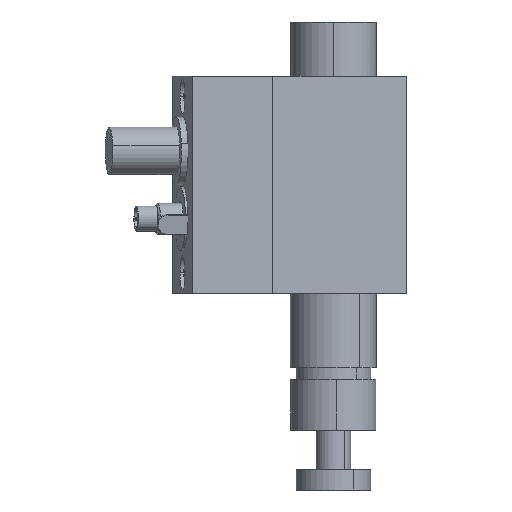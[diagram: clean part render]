
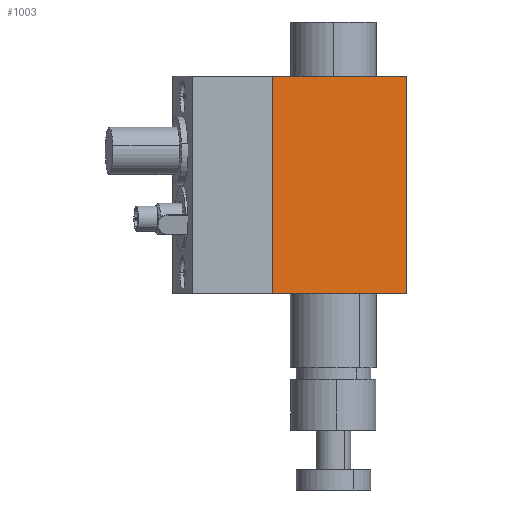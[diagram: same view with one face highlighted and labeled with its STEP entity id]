
A CAD part, left-side view. The second image highlights one B-rep face of the part: STEP entity #1003.
In plain terms, the highlighted planar face has unit normal (-0.987, -0.16, 0).
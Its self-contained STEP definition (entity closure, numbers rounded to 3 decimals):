
#924 = ORIENTED_EDGE ( 'NONE', *, *, #925, .F. ) ;
#925 = EDGE_CURVE ( 'NONE', #926, #927, #4592, .T. ) ;
#926 = VERTEX_POINT ( 'NONE', #4588 ) ;
#927 = VERTEX_POINT ( 'NONE', #4587 ) ;
#928 = ORIENTED_EDGE ( 'NONE', *, *, #929, .F. ) ;
#929 = EDGE_CURVE ( 'NONE', #942, #926, #4586, .T. ) ;
#930 = ORIENTED_EDGE ( 'NONE', *, *, #941, .T. ) ;
#941 = EDGE_CURVE ( 'NONE', #942, #943, #4621, .T. ) ;
#942 = VERTEX_POINT ( 'NONE', #4617 ) ;
#943 = VERTEX_POINT ( 'NONE', #4616 ) ;
#987 = ORIENTED_EDGE ( 'NONE', *, *, #988, .T. ) ;
#988 = EDGE_CURVE ( 'NONE', #943, #927, #4761, .T. ) ;
#1003 = ADVANCED_FACE ( 'NONE', ( #4821 ), #4806, .T. ) ;
#1004 = EDGE_LOOP ( 'NONE', ( #924, #928, #930, #987 ) ) ;
#4583 = DIRECTION ( 'NONE',  ( 0., 0., 1. ) ) ;
#4584 = VECTOR ( 'NONE', #4583, 1000. ) ;
#4585 = CARTESIAN_POINT ( 'NONE',  ( -10.234, 1.721, -40. ) ) ;
#4586 = LINE ( 'NONE', #4585, #4584 ) ;
#4587 = CARTESIAN_POINT ( 'NONE',  ( -7.041, -18.023, -8. ) ) ;
#4588 = CARTESIAN_POINT ( 'NONE',  ( -10.234, 1.721, -8. ) ) ;
#4589 = DIRECTION ( 'NONE',  ( 0.16, -0.987, 0. ) ) ;
#4590 = VECTOR ( 'NONE', #4589, 1000. ) ;
#4591 = CARTESIAN_POINT ( 'NONE',  ( -10.234, 1.721, -8. ) ) ;
#4592 = LINE ( 'NONE', #4591, #4590 ) ;
#4616 = CARTESIAN_POINT ( 'NONE',  ( -7.041, -18.023, -40. ) ) ;
#4617 = CARTESIAN_POINT ( 'NONE',  ( -10.234, 1.721, -40. ) ) ;
#4618 = DIRECTION ( 'NONE',  ( 0.16, -0.987, 0. ) ) ;
#4619 = VECTOR ( 'NONE', #4618, 1000. ) ;
#4620 = CARTESIAN_POINT ( 'NONE',  ( -10.234, 1.721, -40. ) ) ;
#4621 = LINE ( 'NONE', #4620, #4619 ) ;
#4758 = DIRECTION ( 'NONE',  ( 0., 0., 1. ) ) ;
#4759 = VECTOR ( 'NONE', #4758, 1000. ) ;
#4760 = CARTESIAN_POINT ( 'NONE',  ( -7.041, -18.023, -40. ) ) ;
#4761 = LINE ( 'NONE', #4760, #4759 ) ;
#4802 = DIRECTION ( 'NONE',  ( 0.16, -0.987, 0. ) ) ;
#4803 = DIRECTION ( 'NONE',  ( -0.987, -0.16, 0. ) ) ;
#4804 = CARTESIAN_POINT ( 'NONE',  ( -10.234, 1.721, -40. ) ) ;
#4805 = AXIS2_PLACEMENT_3D ( 'NONE', #4804, #4803, #4802 ) ;
#4806 = PLANE ( 'NONE',  #4805 ) ;
#4821 = FACE_OUTER_BOUND ( 'NONE', #1004, .T. ) ;
